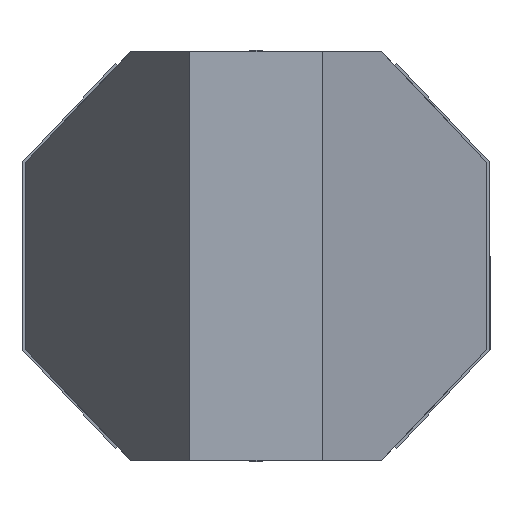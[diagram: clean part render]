
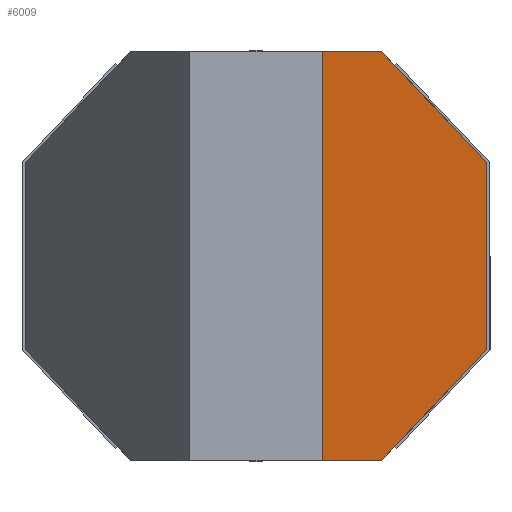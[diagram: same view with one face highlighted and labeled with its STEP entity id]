
A CAD part, front view. The second image highlights one B-rep face of the part: STEP entity #6009.
In plain terms, the highlighted planar face has unit normal (0.849, -0.529, 0).
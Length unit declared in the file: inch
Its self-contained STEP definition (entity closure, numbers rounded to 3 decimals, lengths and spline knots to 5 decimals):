
#190 = VECTOR ( 'NONE', #7301, 39.37008 ) ;
#427 = LINE ( 'NONE', #9672, #6400 ) ;
#456 = PLANE ( 'NONE',  #4079 ) ;
#930 = EDGE_CURVE ( 'NONE', #8425, #3526, #9340, .T. ) ;
#1086 = DIRECTION ( 'NONE',  ( 0., 0., 1. ) ) ;
#1186 = LINE ( 'NONE', #9347, #7164 ) ;
#1607 = VERTEX_POINT ( 'NONE', #8443 ) ;
#2106 = ORIENTED_EDGE ( 'NONE', *, *, #930, .F. ) ;
#2227 = ORIENTED_EDGE ( 'NONE', *, *, #3631, .F. ) ;
#2497 = CARTESIAN_POINT ( 'NONE',  ( 0.075, -0.14006, 0.1225 ) ) ;
#2512 = LINE ( 'NONE', #8404, #4374 ) ;
#2551 = EDGE_CURVE ( 'NONE', #5165, #1607, #2512, .T. ) ;
#2642 = CARTESIAN_POINT ( 'NONE',  ( 0.10693, -0.08884, -0.0888 ) ) ;
#2816 = ORIENTED_EDGE ( 'NONE', *, *, #4570, .F. ) ;
#2854 = DIRECTION ( 'NONE',  ( 0.849, -0.529, 0. ) ) ;
#3405 = FACE_OUTER_BOUND ( 'NONE', #8756, .T. ) ;
#3526 = VERTEX_POINT ( 'NONE', #2497 ) ;
#3580 = VERTEX_POINT ( 'NONE', #8916 ) ;
#3631 = EDGE_CURVE ( 'NONE', #3526, #1607, #1186, .T. ) ;
#4079 = AXIS2_PLACEMENT_3D ( 'NONE', #7526, #2854, #8316 ) ;
#4272 = VECTOR ( 'NONE', #6929, 39.37008 ) ;
#4374 = VECTOR ( 'NONE', #1086, 39.37008 ) ;
#4444 = ORIENTED_EDGE ( 'NONE', *, *, #2551, .T. ) ;
#4570 = EDGE_CURVE ( 'NONE', #8296, #8425, #8409, .T. ) ;
#5135 = VECTOR ( 'NONE', #9972, 39.37008 ) ;
#5165 = VERTEX_POINT ( 'NONE', #6159 ) ;
#5603 = CARTESIAN_POINT ( 'NONE',  ( 0.0395, -0.197, -0.1225 ) ) ;
#6009 = ADVANCED_FACE ( 'NONE', ( #3405 ), #456, .T. ) ;
#6159 = CARTESIAN_POINT ( 'NONE',  ( 0.138, -0.039, -0.056 ) ) ;
#6327 = CARTESIAN_POINT ( 'NONE',  ( 0.0395, -0.197, 0.1225 ) ) ;
#6400 = VECTOR ( 'NONE', #9639, 39.37008 ) ;
#6406 = EDGE_CURVE ( 'NONE', #8296, #3580, #427, .T. ) ;
#6489 = EDGE_CURVE ( 'NONE', #3580, #5165, #8529, .T. ) ;
#6929 = DIRECTION ( 'NONE',  ( 0., 0., 1. ) ) ;
#7164 = VECTOR ( 'NONE', #9647, 39.37008 ) ;
#7301 = DIRECTION ( 'NONE',  ( 0.462, 0.741, 0.488 ) ) ;
#7526 = CARTESIAN_POINT ( 'NONE',  ( 0.11689, -0.07287, -0.1225 ) ) ;
#8064 = ORIENTED_EDGE ( 'NONE', *, *, #6489, .T. ) ;
#8296 = VERTEX_POINT ( 'NONE', #8694 ) ;
#8316 = DIRECTION ( 'NONE',  ( 0.529, 0.849, 0. ) ) ;
#8404 = CARTESIAN_POINT ( 'NONE',  ( 0.138, -0.039, -0.1225 ) ) ;
#8409 = LINE ( 'NONE', #5603, #4272 ) ;
#8425 = VERTEX_POINT ( 'NONE', #6327 ) ;
#8443 = CARTESIAN_POINT ( 'NONE',  ( 0.138, -0.039, 0.056 ) ) ;
#8529 = LINE ( 'NONE', #2642, #190 ) ;
#8694 = CARTESIAN_POINT ( 'NONE',  ( 0.0395, -0.197, -0.1225 ) ) ;
#8756 = EDGE_LOOP ( 'NONE', ( #2227, #2106, #2816, #9338, #8064, #4444 ) ) ;
#8916 = CARTESIAN_POINT ( 'NONE',  ( 0.075, -0.14006, -0.1225 ) ) ;
#9338 = ORIENTED_EDGE ( 'NONE', *, *, #6406, .T. ) ;
#9340 = LINE ( 'NONE', #10007, #5135 ) ;
#9347 = CARTESIAN_POINT ( 'NONE',  ( 0.1621, -0.00034, 0.03056 ) ) ;
#9639 = DIRECTION ( 'NONE',  ( 0.529, 0.849, 0. ) ) ;
#9647 = DIRECTION ( 'NONE',  ( 0.462, 0.741, -0.488 ) ) ;
#9672 = CARTESIAN_POINT ( 'NONE',  ( 0.11689, -0.07287, -0.1225 ) ) ;
#9972 = DIRECTION ( 'NONE',  ( 0.529, 0.849, 0. ) ) ;
#10007 = CARTESIAN_POINT ( 'NONE',  ( 0.11689, -0.07287, 0.1225 ) ) ;
